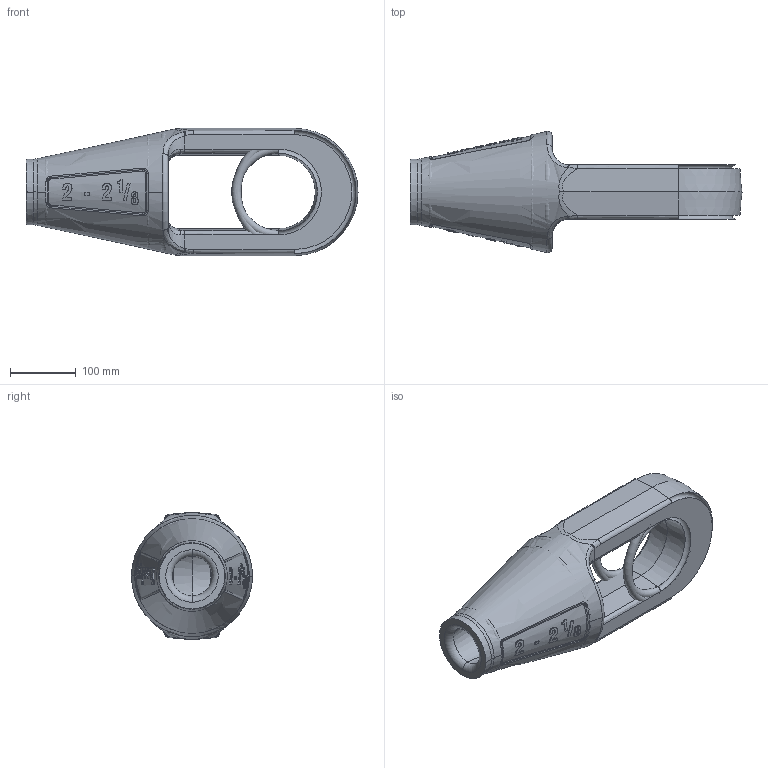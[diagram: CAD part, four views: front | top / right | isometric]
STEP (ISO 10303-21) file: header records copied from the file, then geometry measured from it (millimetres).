
FILE_DESCRIPTION((''),'2;1');
FILE_NAME('CROSBY_417_212_1040135-1040144','2011-08-31T',('Alan Doughty'),('The Crosby Group LLC'),'PRO/ENGINEER BY PARAMETRIC TECHNOLOGY CORPORATION, 2010230','PRO/ENGINEER BY PARAMETRIC TECHNOLOGY CORPORATION, 2010230','');
FILE_SCHEMA(('CONFIG_CONTROL_DESIGN'));
Length unit declared in the file: inch
Products named in the file (1): CROSBY_417_212_1040135-1040144
Bounding box: 504.7 x 184.14 x 193.55 mm (x, y, z)
Surface area: 473229.8 mm2 (no closed solid volume)
Topology: 0 solids, 0 shells, 263 faces, 1338 edges, 1326 vertices
Faces by surface type: bspline 239, torus 24
Entity records: 25065 total; most frequent: CARTESIAN_POINT 14952, DEFINITIONAL_REPRESENTATION 1314, PCURVE 1314, COMPOSITE_CURVE_SEGMENT 1314, DIRECTION 1290, TRIMMED_CURVE 1038, B_SPLINE_CURVE_WITH_KNOTS 933, VECTOR 834
